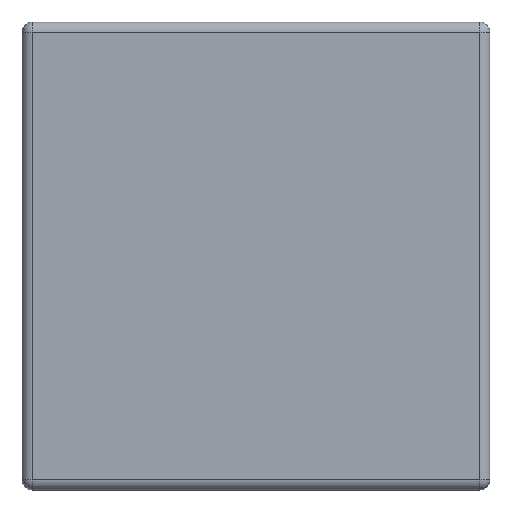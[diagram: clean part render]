
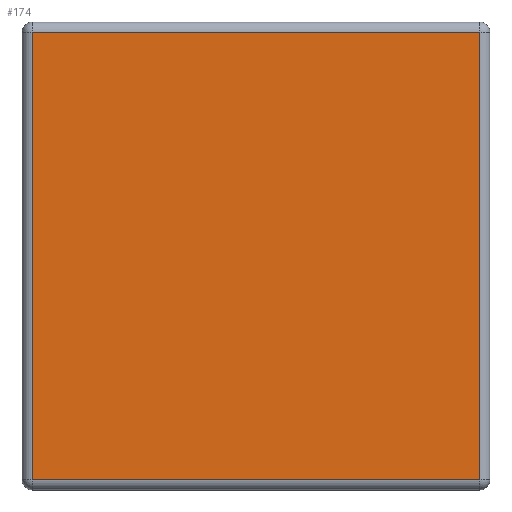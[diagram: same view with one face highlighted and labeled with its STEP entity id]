
A CAD part, top view. The second image highlights one B-rep face of the part: STEP entity #174.
In plain terms, the highlighted planar face has unit normal (0, 0, 1).
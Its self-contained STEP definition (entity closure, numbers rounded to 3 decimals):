
#174 = ADVANCED_FACE( '', ( #397 ), #398, .T. );
#397 = FACE_OUTER_BOUND( '', #670, .T. );
#398 = PLANE( '', #671 );
#670 = EDGE_LOOP( '', ( #1122, #1123, #1124, #1125 ) );
#671 = AXIS2_PLACEMENT_3D( '', #1126, #1127, #1128 );
#1122 = ORIENTED_EDGE( '', *, *, #1710, .T. );
#1123 = ORIENTED_EDGE( '', *, *, #1690, .T. );
#1124 = ORIENTED_EDGE( '', *, *, #1685, .T. );
#1125 = ORIENTED_EDGE( '', *, *, #1711, .T. );
#1126 = CARTESIAN_POINT( '', ( 0., 0., 30. ) );
#1127 = DIRECTION( '', ( 0., 0., 1. ) );
#1128 = DIRECTION( '', ( 1., 0., 0. ) );
#1685 = EDGE_CURVE( '', #2051, #1936, #2052, .T. );
#1690 = EDGE_CURVE( '', #2057, #2051, #2058, .T. );
#1710 = EDGE_CURVE( '', #2008, #2057, #2084, .T. );
#1711 = EDGE_CURVE( '', #1936, #2008, #2085, .T. );
#1936 = VERTEX_POINT( '', #2374 );
#2008 = VERTEX_POINT( '', #2475 );
#2051 = VERTEX_POINT( '', #2534 );
#2052 = LINE( '', #2535, #2536 );
#2057 = VERTEX_POINT( '', #2542 );
#2058 = LINE( '', #2543, #2544 );
#2084 = LINE( '', #2580, #2581 );
#2085 = LINE( '', #2582, #2583 );
#2374 = CARTESIAN_POINT( '', ( 43., -43., 30. ) );
#2475 = CARTESIAN_POINT( '', ( 43., 43., 30. ) );
#2534 = CARTESIAN_POINT( '', ( -43., -43., 30. ) );
#2535 = CARTESIAN_POINT( '', ( 45., -43., 30. ) );
#2536 = VECTOR( '', #2943, 1000. );
#2542 = CARTESIAN_POINT( '', ( -43., 43., 30. ) );
#2543 = CARTESIAN_POINT( '', ( -43., -45., 30. ) );
#2544 = VECTOR( '', #2951, 1000. );
#2580 = CARTESIAN_POINT( '', ( -45., 43., 30. ) );
#2581 = VECTOR( '', #2968, 1000. );
#2582 = CARTESIAN_POINT( '', ( 43., 45., 30. ) );
#2583 = VECTOR( '', #2969, 1000. );
#2943 = DIRECTION( '', ( 1., 0., 0. ) );
#2951 = DIRECTION( '', ( 0., -1., 0. ) );
#2968 = DIRECTION( '', ( -1., 0., 0. ) );
#2969 = DIRECTION( '', ( 0., 1., 0. ) );
